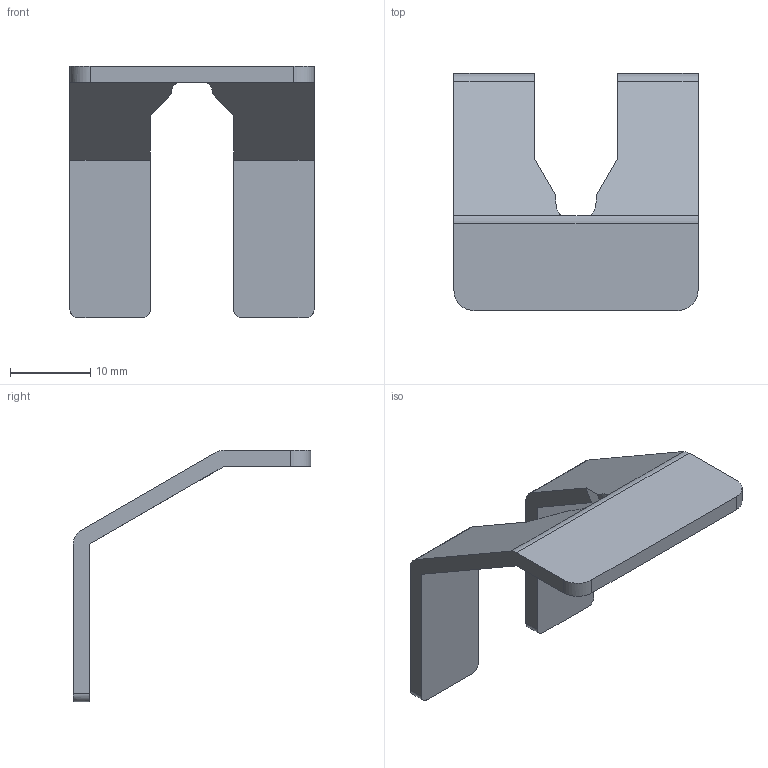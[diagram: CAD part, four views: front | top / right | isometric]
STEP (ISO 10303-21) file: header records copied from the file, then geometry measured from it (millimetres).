
FILE_DESCRIPTION(('CATIA V5R20 STEP214'),'2;1');
FILE_NAME ('5989099_3_1079700000_1079700000_S.stp','2015-02-02T14:10:03+00:00',('none'),('Weidmueller'),'CATIA Version 5 Release 20 SP 5 (IN-10)','CATIA V5 STEP AP214','none');
FILE_SCHEMA(('AUTOMOTIVE_DESIGN { 1 0 10303 214 1 1 1 1 }'));
Length unit declared in the file: millimetre
Products named in the file (1): WQB-PEN_70N
Bounding box: 30.4 x 29.55 x 31.3 mm (x, y, z)
Volume: 2343.4 mm3; surface area: 2812.1 mm2
Topology: 1 solids, 1 shells, 33 faces, 93 edges, 62 vertices
Faces by surface type: plane 22, cylinder 9, bspline 2
Entity records: 1143 total; most frequent: CARTESIAN_POINT 297, ORIENTED_EDGE 186, DIRECTION 140, EDGE_CURVE 93, VECTOR 65, LINE 65, VERTEX_POINT 62, AXIS2_PLACEMENT_3D 49
